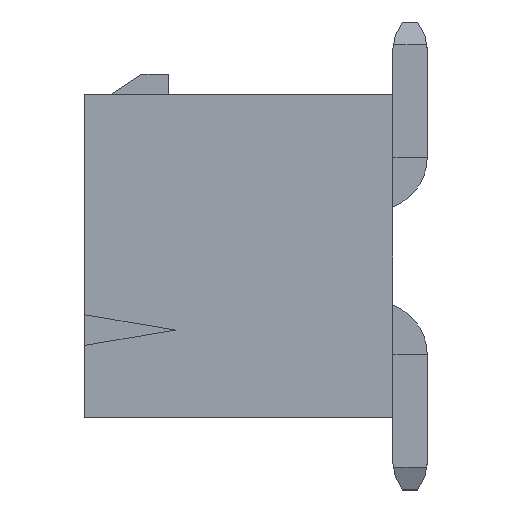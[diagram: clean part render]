
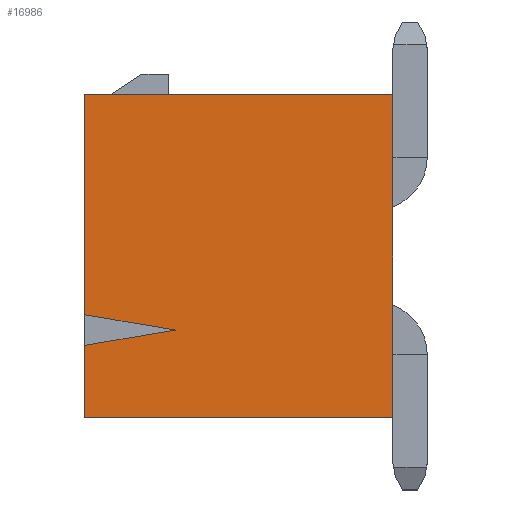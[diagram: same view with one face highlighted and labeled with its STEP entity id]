
A CAD part, left-side view. The second image highlights one B-rep face of the part: STEP entity #16986.
In plain terms, the highlighted planar face has unit normal (-1, 0, 0).
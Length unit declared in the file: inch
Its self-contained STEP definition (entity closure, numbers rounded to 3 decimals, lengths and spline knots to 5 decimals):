
#16687 = EDGE_LOOP ( 'NONE', ( #16061, #14717, #14097, #2005, #1847, #1663, #1428 ) ) ;
#16986 = ADVANCED_FACE ( 'NONE', ( #15743 ), #15744, .T. ) ;
#1303 = EDGE_CURVE ( 'NONE', #15338, #11567, #4915, .T. ) ;
#1428 = ORIENTED_EDGE ( 'NONE', *, *, #1303, .F. ) ;
#1663 = ORIENTED_EDGE ( 'NONE', *, *, #10494, .F. ) ;
#1668 = EDGE_CURVE ( 'NONE', #2423, #14935, #5708, .T. ) ;
#1847 = ORIENTED_EDGE ( 'NONE', *, *, #2583, .T. ) ;
#2005 = ORIENTED_EDGE ( 'NONE', *, *, #2704, .T. ) ;
#2423 = VERTEX_POINT ( 'NONE', #6796 ) ;
#2583 = EDGE_CURVE ( 'NONE', #3762, #10221, #6902, .T. ) ;
#2704 = EDGE_CURVE ( 'NONE', #2423, #3762, #7017, .T. ) ;
#2877 = VERTEX_POINT ( 'NONE', #7136 ) ;
#3762 = VERTEX_POINT ( 'NONE', #7601 ) ;
#4915 = LINE ( 'NONE', #4916, #4917 ) ;
#4916 = CARTESIAN_POINT ( 'NONE',  ( -0.57125, 0.19, -0.07718 ) ) ;
#4917 = VECTOR ( 'NONE', #4918, 39.37008 ) ;
#4918 = DIRECTION ( 'NONE',  ( 0., 0.986, 0.167 ) ) ;
#5708 = LINE ( 'NONE', #5715, #5716 ) ;
#5715 = CARTESIAN_POINT ( 'NONE',  ( -0.57125, -0.6904, -0.212 ) ) ;
#5716 = VECTOR ( 'NONE', #5717, 39.37008 ) ;
#5717 = DIRECTION ( 'NONE',  ( 0., 1., 0. ) ) ;
#6796 = CARTESIAN_POINT ( 'NONE',  ( -0.57125, -0.215, -0.212 ) ) ;
#6902 = LINE ( 'NONE', #6903, #6904 ) ;
#6903 = CARTESIAN_POINT ( 'NONE',  ( -0.57125, -0.6904, 0.212 ) ) ;
#6904 = VECTOR ( 'NONE', #6905, 39.37008 ) ;
#6905 = DIRECTION ( 'NONE',  ( 0., 1., 0. ) ) ;
#7017 = LINE ( 'NONE', #7018, #7019 ) ;
#7018 = CARTESIAN_POINT ( 'NONE',  ( -0.57125, -0.215, -0.212 ) ) ;
#7019 = VECTOR ( 'NONE', #7020, 39.37008 ) ;
#7020 = DIRECTION ( 'NONE',  ( 0., 0., 1. ) ) ;
#7136 = CARTESIAN_POINT ( 'NONE',  ( -0.57125, 0.19, -0.11744 ) ) ;
#7601 = CARTESIAN_POINT ( 'NONE',  ( -0.57125, -0.215, 0.212 ) ) ;
#10221 = VERTEX_POINT ( 'NONE', #11552 ) ;
#10494 = EDGE_CURVE ( 'NONE', #11567, #10221, #11760, .T. ) ;
#11552 = CARTESIAN_POINT ( 'NONE',  ( -0.57125, 0.19, 0.212 ) ) ;
#11567 = VERTEX_POINT ( 'NONE', #12490 ) ;
#11760 = LINE ( 'NONE', #11761, #11774 ) ;
#11761 = CARTESIAN_POINT ( 'NONE',  ( -0.57125, 0.19, -0.212 ) ) ;
#11774 = VECTOR ( 'NONE', #11775, 39.37008 ) ;
#11775 = DIRECTION ( 'NONE',  ( 0., 0., 1. ) ) ;
#12490 = CARTESIAN_POINT ( 'NONE',  ( -0.57125, 0.19, -0.07718 ) ) ;
#13652 = LINE ( 'NONE', #13653, #13654 ) ;
#13653 = CARTESIAN_POINT ( 'NONE',  ( -0.57125, 0.19, -0.212 ) ) ;
#13654 = VECTOR ( 'NONE', #13655, 39.37008 ) ;
#13655 = DIRECTION ( 'NONE',  ( 0., 0., 1. ) ) ;
#13658 = EDGE_CURVE ( 'NONE', #14935, #2877, #13652, .T. ) ;
#14097 = ORIENTED_EDGE ( 'NONE', *, *, #1668, .F. ) ;
#14438 = CARTESIAN_POINT ( 'NONE',  ( -0.57125, 0.19, -0.212 ) ) ;
#14670 = CARTESIAN_POINT ( 'NONE',  ( -0.57125, 0.07101, -0.09731 ) ) ;
#14717 = ORIENTED_EDGE ( 'NONE', *, *, #13658, .F. ) ;
#14855 = LINE ( 'NONE', #14856, #14857 ) ;
#14856 = CARTESIAN_POINT ( 'NONE',  ( -0.57125, 0.07101, -0.09731 ) ) ;
#14857 = VECTOR ( 'NONE', #14858, 39.37008 ) ;
#14858 = DIRECTION ( 'NONE',  ( 0., -0.986, 0.167 ) ) ;
#14935 = VERTEX_POINT ( 'NONE', #14438 ) ;
#15338 = VERTEX_POINT ( 'NONE', #14670 ) ;
#15610 = EDGE_CURVE ( 'NONE', #2877, #15338, #14855, .T. ) ;
#15743 = FACE_OUTER_BOUND ( 'NONE', #16687, .T. ) ;
#15744 = PLANE ( 'NONE',  #15745 ) ;
#15745 = AXIS2_PLACEMENT_3D ( 'NONE', #15746, #15747, #15748 ) ;
#15746 = CARTESIAN_POINT ( 'NONE',  ( -0.57125, -0.6904, -0.212 ) ) ;
#15747 = DIRECTION ( 'NONE',  ( -1., 0., 0. ) ) ;
#15748 = DIRECTION ( 'NONE',  ( 0., 0., 1. ) ) ;
#16061 = ORIENTED_EDGE ( 'NONE', *, *, #15610, .F. ) ;
